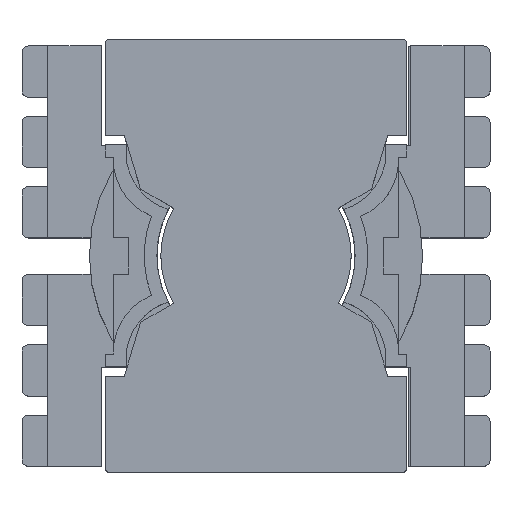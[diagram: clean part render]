
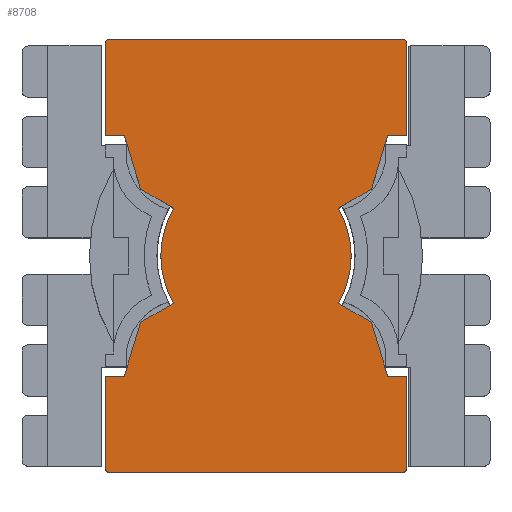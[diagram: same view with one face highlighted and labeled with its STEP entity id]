
A CAD part, top view. The second image highlights one B-rep face of the part: STEP entity #8708.
In plain terms, the highlighted planar face has unit normal (0, 0, 1).
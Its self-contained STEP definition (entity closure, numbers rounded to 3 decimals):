
#8608 = EDGE_CURVE('',#8609,#8611,#8613,.T.);
#8609 = VERTEX_POINT('',#8610);
#8610 = CARTESIAN_POINT('',(-9.25,-13.65,15.44));
#8611 = VERTEX_POINT('',#8612);
#8612 = CARTESIAN_POINT('',(-9.5,-13.4,15.44));
#8613 = CIRCLE('',#8614,0.25);
#8614 = AXIS2_PLACEMENT_3D('',#8615,#8616,#8617);
#8615 = CARTESIAN_POINT('',(-9.25,-13.4,15.44));
#8616 = DIRECTION('',(0.,0.,-1.));
#8617 = DIRECTION('',(1.,0.,0.));
#8660 = VERTEX_POINT('',#8661);
#8661 = CARTESIAN_POINT('',(9.25,-13.65,15.44));
#8667 = EDGE_CURVE('',#8609,#8660,#8668,.T.);
#8668 = LINE('',#8669,#8670);
#8669 = CARTESIAN_POINT('',(-9.25,-13.65,15.44));
#8670 = VECTOR('',#8671,1.);
#8671 = DIRECTION('',(1.,0.,0.));
#8691 = VERTEX_POINT('',#8692);
#8692 = CARTESIAN_POINT('',(-9.5,-7.594,15.44));
#8698 = EDGE_CURVE('',#8611,#8691,#8699,.T.);
#8699 = LINE('',#8700,#8701);
#8700 = CARTESIAN_POINT('',(-9.5,-13.4,15.44));
#8701 = VECTOR('',#8702,1.);
#8702 = DIRECTION('',(0.,1.,0.));
#8708 = ADVANCED_FACE('',(#8709),#8885,.T.);
#8709 = FACE_BOUND('',#8710,.T.);
#8710 = EDGE_LOOP('',(#8711,#8712,#8713,#8722,#8730,#8738,#8746,#8754,
    #8763,#8771,#8779,#8787,#8795,#8804,#8812,#8821,#8829,#8837,#8845,
    #8853,#8862,#8870,#8878,#8884));
#8711 = ORIENTED_EDGE('',*,*,#8608,.F.);
#8712 = ORIENTED_EDGE('',*,*,#8667,.T.);
#8713 = ORIENTED_EDGE('',*,*,#8714,.F.);
#8714 = EDGE_CURVE('',#8715,#8660,#8717,.T.);
#8715 = VERTEX_POINT('',#8716);
#8716 = CARTESIAN_POINT('',(9.5,-13.4,15.44));
#8717 = CIRCLE('',#8718,0.25);
#8718 = AXIS2_PLACEMENT_3D('',#8719,#8720,#8721);
#8719 = CARTESIAN_POINT('',(9.25,-13.4,15.44));
#8720 = DIRECTION('',(0.,0.,-1.));
#8721 = DIRECTION('',(1.,0.,0.));
#8722 = ORIENTED_EDGE('',*,*,#8723,.T.);
#8723 = EDGE_CURVE('',#8715,#8724,#8726,.T.);
#8724 = VERTEX_POINT('',#8725);
#8725 = CARTESIAN_POINT('',(9.5,-7.594,15.44));
#8726 = LINE('',#8727,#8728);
#8727 = CARTESIAN_POINT('',(9.5,-13.4,15.44));
#8728 = VECTOR('',#8729,1.);
#8729 = DIRECTION('',(0.,1.,0.));
#8730 = ORIENTED_EDGE('',*,*,#8731,.T.);
#8731 = EDGE_CURVE('',#8724,#8732,#8734,.T.);
#8732 = VERTEX_POINT('',#8733);
#8733 = CARTESIAN_POINT('',(8.3,-7.594,15.44));
#8734 = LINE('',#8735,#8736);
#8735 = CARTESIAN_POINT('',(9.5,-7.594,15.44));
#8736 = VECTOR('',#8737,1.);
#8737 = DIRECTION('',(-1.,0.,0.));
#8738 = ORIENTED_EDGE('',*,*,#8739,.T.);
#8739 = EDGE_CURVE('',#8732,#8740,#8742,.T.);
#8740 = VERTEX_POINT('',#8741);
#8741 = CARTESIAN_POINT('',(7.275,-4.2,15.44));
#8742 = LINE('',#8743,#8744);
#8743 = CARTESIAN_POINT('',(8.3,-7.594,15.44));
#8744 = VECTOR('',#8745,1.);
#8745 = DIRECTION('',(-0.289,0.957,-0.));
#8746 = ORIENTED_EDGE('',*,*,#8747,.F.);
#8747 = EDGE_CURVE('',#8748,#8740,#8750,.T.);
#8748 = VERTEX_POINT('',#8749);
#8749 = CARTESIAN_POINT('',(5.196,-3.,15.44));
#8750 = LINE('',#8751,#8752);
#8751 = CARTESIAN_POINT('',(5.196,-3.,15.44));
#8752 = VECTOR('',#8753,1.);
#8753 = DIRECTION('',(0.866,-0.5,0.));
#8754 = ORIENTED_EDGE('',*,*,#8755,.F.);
#8755 = EDGE_CURVE('',#8756,#8748,#8758,.T.);
#8756 = VERTEX_POINT('',#8757);
#8757 = CARTESIAN_POINT('',(5.196,3.,15.44));
#8758 = CIRCLE('',#8759,6.);
#8759 = AXIS2_PLACEMENT_3D('',#8760,#8761,#8762);
#8760 = CARTESIAN_POINT('',(0.,0.,15.44));
#8761 = DIRECTION('',(0.,0.,-1.));
#8762 = DIRECTION('',(1.,0.,0.));
#8763 = ORIENTED_EDGE('',*,*,#8764,.T.);
#8764 = EDGE_CURVE('',#8756,#8765,#8767,.T.);
#8765 = VERTEX_POINT('',#8766);
#8766 = CARTESIAN_POINT('',(7.275,4.2,15.44));
#8767 = LINE('',#8768,#8769);
#8768 = CARTESIAN_POINT('',(5.196,3.,15.44));
#8769 = VECTOR('',#8770,1.);
#8770 = DIRECTION('',(0.866,0.5,0.));
#8771 = ORIENTED_EDGE('',*,*,#8772,.T.);
#8772 = EDGE_CURVE('',#8765,#8773,#8775,.T.);
#8773 = VERTEX_POINT('',#8774);
#8774 = CARTESIAN_POINT('',(8.3,7.594,15.44));
#8775 = LINE('',#8776,#8777);
#8776 = CARTESIAN_POINT('',(7.275,4.2,15.44));
#8777 = VECTOR('',#8778,1.);
#8778 = DIRECTION('',(0.289,0.957,0.));
#8779 = ORIENTED_EDGE('',*,*,#8780,.F.);
#8780 = EDGE_CURVE('',#8781,#8773,#8783,.T.);
#8781 = VERTEX_POINT('',#8782);
#8782 = CARTESIAN_POINT('',(9.5,7.594,15.44));
#8783 = LINE('',#8784,#8785);
#8784 = CARTESIAN_POINT('',(9.5,7.594,15.44));
#8785 = VECTOR('',#8786,1.);
#8786 = DIRECTION('',(-1.,0.,0.));
#8787 = ORIENTED_EDGE('',*,*,#8788,.F.);
#8788 = EDGE_CURVE('',#8789,#8781,#8791,.T.);
#8789 = VERTEX_POINT('',#8790);
#8790 = CARTESIAN_POINT('',(9.5,13.4,15.44));
#8791 = LINE('',#8792,#8793);
#8792 = CARTESIAN_POINT('',(9.5,13.4,15.44));
#8793 = VECTOR('',#8794,1.);
#8794 = DIRECTION('',(0.,-1.,0.));
#8795 = ORIENTED_EDGE('',*,*,#8796,.F.);
#8796 = EDGE_CURVE('',#8797,#8789,#8799,.T.);
#8797 = VERTEX_POINT('',#8798);
#8798 = CARTESIAN_POINT('',(9.25,13.65,15.44));
#8799 = CIRCLE('',#8800,0.25);
#8800 = AXIS2_PLACEMENT_3D('',#8801,#8802,#8803);
#8801 = CARTESIAN_POINT('',(9.25,13.4,15.44));
#8802 = DIRECTION('',(0.,0.,-1.));
#8803 = DIRECTION('',(1.,0.,0.));
#8804 = ORIENTED_EDGE('',*,*,#8805,.T.);
#8805 = EDGE_CURVE('',#8797,#8806,#8808,.T.);
#8806 = VERTEX_POINT('',#8807);
#8807 = CARTESIAN_POINT('',(-9.25,13.65,15.44));
#8808 = LINE('',#8809,#8810);
#8809 = CARTESIAN_POINT('',(9.25,13.65,15.44));
#8810 = VECTOR('',#8811,1.);
#8811 = DIRECTION('',(-1.,0.,0.));
#8812 = ORIENTED_EDGE('',*,*,#8813,.F.);
#8813 = EDGE_CURVE('',#8814,#8806,#8816,.T.);
#8814 = VERTEX_POINT('',#8815);
#8815 = CARTESIAN_POINT('',(-9.5,13.4,15.44));
#8816 = CIRCLE('',#8817,0.25);
#8817 = AXIS2_PLACEMENT_3D('',#8818,#8819,#8820);
#8818 = CARTESIAN_POINT('',(-9.25,13.4,15.44));
#8819 = DIRECTION('',(0.,0.,-1.));
#8820 = DIRECTION('',(1.,0.,0.));
#8821 = ORIENTED_EDGE('',*,*,#8822,.T.);
#8822 = EDGE_CURVE('',#8814,#8823,#8825,.T.);
#8823 = VERTEX_POINT('',#8824);
#8824 = CARTESIAN_POINT('',(-9.5,7.594,15.44));
#8825 = LINE('',#8826,#8827);
#8826 = CARTESIAN_POINT('',(-9.5,13.4,15.44));
#8827 = VECTOR('',#8828,1.);
#8828 = DIRECTION('',(0.,-1.,0.));
#8829 = ORIENTED_EDGE('',*,*,#8830,.T.);
#8830 = EDGE_CURVE('',#8823,#8831,#8833,.T.);
#8831 = VERTEX_POINT('',#8832);
#8832 = CARTESIAN_POINT('',(-8.3,7.594,15.44));
#8833 = LINE('',#8834,#8835);
#8834 = CARTESIAN_POINT('',(-9.5,7.594,15.44));
#8835 = VECTOR('',#8836,1.);
#8836 = DIRECTION('',(1.,0.,0.));
#8837 = ORIENTED_EDGE('',*,*,#8838,.F.);
#8838 = EDGE_CURVE('',#8839,#8831,#8841,.T.);
#8839 = VERTEX_POINT('',#8840);
#8840 = CARTESIAN_POINT('',(-7.275,4.2,15.44));
#8841 = LINE('',#8842,#8843);
#8842 = CARTESIAN_POINT('',(-7.275,4.2,15.44));
#8843 = VECTOR('',#8844,1.);
#8844 = DIRECTION('',(-0.289,0.957,-0.));
#8845 = ORIENTED_EDGE('',*,*,#8846,.F.);
#8846 = EDGE_CURVE('',#8847,#8839,#8849,.T.);
#8847 = VERTEX_POINT('',#8848);
#8848 = CARTESIAN_POINT('',(-5.196,3.,15.44));
#8849 = LINE('',#8850,#8851);
#8850 = CARTESIAN_POINT('',(-5.196,3.,15.44));
#8851 = VECTOR('',#8852,1.);
#8852 = DIRECTION('',(-0.866,0.5,-0.));
#8853 = ORIENTED_EDGE('',*,*,#8854,.F.);
#8854 = EDGE_CURVE('',#8855,#8847,#8857,.T.);
#8855 = VERTEX_POINT('',#8856);
#8856 = CARTESIAN_POINT('',(-5.196,-3.,15.44));
#8857 = CIRCLE('',#8858,6.);
#8858 = AXIS2_PLACEMENT_3D('',#8859,#8860,#8861);
#8859 = CARTESIAN_POINT('',(0.,0.,15.44));
#8860 = DIRECTION('',(0.,0.,-1.));
#8861 = DIRECTION('',(1.,0.,0.));
#8862 = ORIENTED_EDGE('',*,*,#8863,.T.);
#8863 = EDGE_CURVE('',#8855,#8864,#8866,.T.);
#8864 = VERTEX_POINT('',#8865);
#8865 = CARTESIAN_POINT('',(-7.275,-4.2,15.44));
#8866 = LINE('',#8867,#8868);
#8867 = CARTESIAN_POINT('',(-5.196,-3.,15.44));
#8868 = VECTOR('',#8869,1.);
#8869 = DIRECTION('',(-0.866,-0.5,0.));
#8870 = ORIENTED_EDGE('',*,*,#8871,.F.);
#8871 = EDGE_CURVE('',#8872,#8864,#8874,.T.);
#8872 = VERTEX_POINT('',#8873);
#8873 = CARTESIAN_POINT('',(-8.3,-7.594,15.44));
#8874 = LINE('',#8875,#8876);
#8875 = CARTESIAN_POINT('',(-8.3,-7.594,15.44));
#8876 = VECTOR('',#8877,1.);
#8877 = DIRECTION('',(0.289,0.957,0.));
#8878 = ORIENTED_EDGE('',*,*,#8879,.F.);
#8879 = EDGE_CURVE('',#8691,#8872,#8880,.T.);
#8880 = LINE('',#8881,#8882);
#8881 = CARTESIAN_POINT('',(-9.5,-7.594,15.44));
#8882 = VECTOR('',#8883,1.);
#8883 = DIRECTION('',(1.,0.,0.));
#8884 = ORIENTED_EDGE('',*,*,#8698,.F.);
#8885 = PLANE('',#8886);
#8886 = AXIS2_PLACEMENT_3D('',#8887,#8888,#8889);
#8887 = CARTESIAN_POINT('',(0.,0.,15.44));
#8888 = DIRECTION('',(-0.,0.,1.));
#8889 = DIRECTION('',(-1.,0.,0.));
